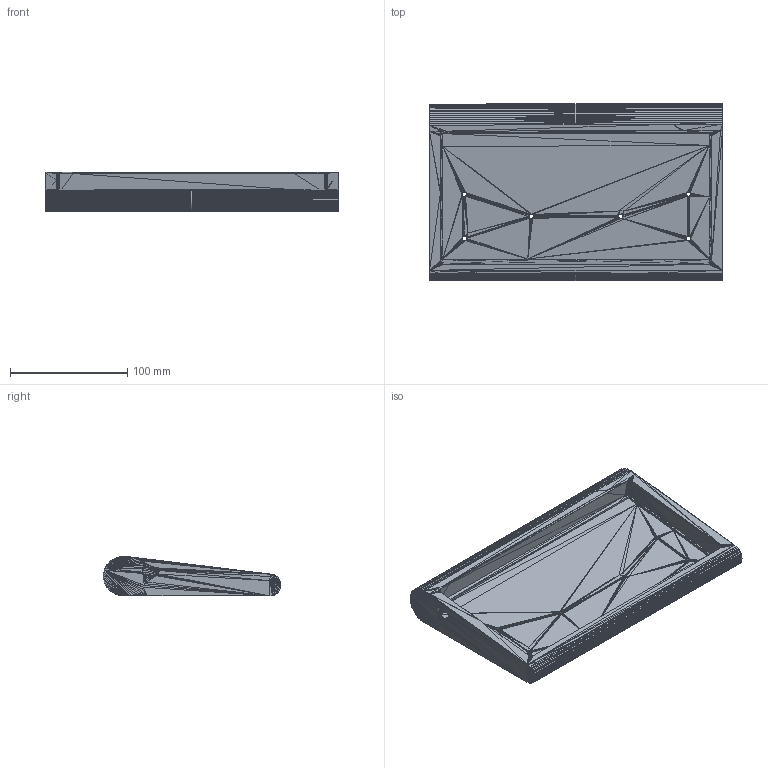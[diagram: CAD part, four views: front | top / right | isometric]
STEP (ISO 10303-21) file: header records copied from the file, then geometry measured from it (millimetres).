
FILE_DESCRIPTION(('Aspose.CAD STEP Model'),'2;1');
FILE_NAME('','2024',(''),(''),'','Aspose.CAD','');
FILE_SCHEMA(('AUTOMOTIVE_DESIGN'));
Products named in the file (2): Unnamed; Brep shape
Bounding box: 249.52 x 151.32 x 33.79 mm (x, y, z)
Volume: 490516 mm3; surface area: 103510.4 mm2
Topology: 1 solids, 3 shells, 3870 faces, 5802 edges, 1922 vertices
Faces by surface type: plane 3870
Entity records: 27726 total; most frequent: DIRECTION 6427, AXIS2_PLACEMENT_3D 3874, POLY_LOOP 3872, FACE_OUTER_BOUND 3872, PLANE 3872, FACE_SURFACE 3872, CARTESIAN_POINT 1923, PRODUCT 2
